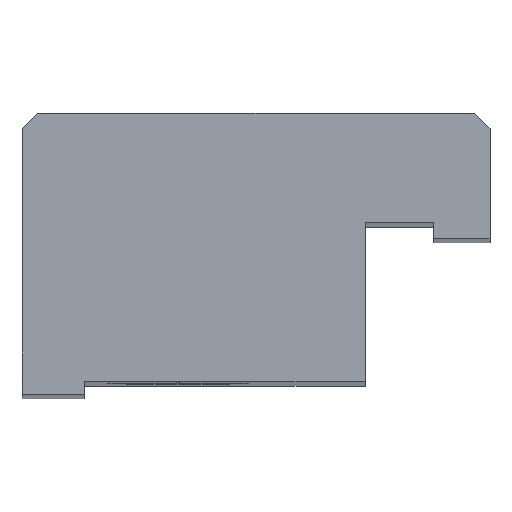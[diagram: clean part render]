
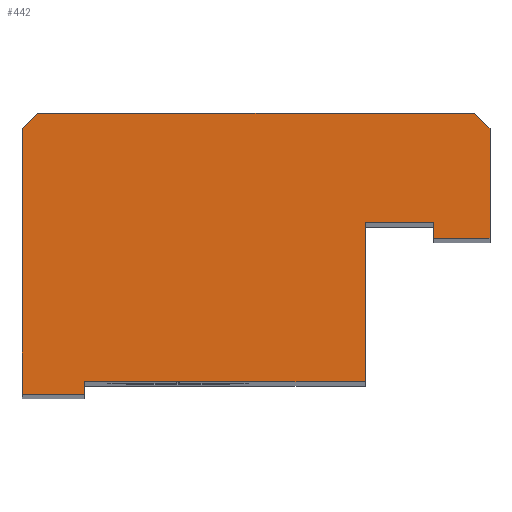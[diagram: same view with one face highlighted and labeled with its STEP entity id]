
A CAD part, top view. The second image highlights one B-rep face of the part: STEP entity #442.
In plain terms, the highlighted planar face has unit normal (0, 0, 1).
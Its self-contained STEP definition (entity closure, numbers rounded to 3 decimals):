
#84=FACE_OUTER_BOUND('',#130,.T.);
#130=EDGE_LOOP('',(#387,#388,#389,#390,#391,#392,#393,#394,#395,#396,#397,
#398));
#131=LINE('',#613,#167);
#137=LINE('',#624,#173);
#148=LINE('',#691,#184);
#150=LINE('',#695,#186);
#152=LINE('',#699,#188);
#154=LINE('',#703,#190);
#156=LINE('',#707,#192);
#158=LINE('',#711,#194);
#160=LINE('',#715,#196);
#162=LINE('',#719,#198);
#164=LINE('',#723,#200);
#166=LINE('',#726,#202);
#167=VECTOR('',#491,0.707);
#173=VECTOR('',#499,14.);
#184=VECTOR('',#570,0.707);
#186=VECTOR('',#574,3.5);
#188=VECTOR('',#578,1.8);
#190=VECTOR('',#582,0.5);
#192=VECTOR('',#586,2.2);
#194=VECTOR('',#590,5.1);
#196=VECTOR('',#594,9.);
#198=VECTOR('',#598,0.4);
#200=VECTOR('',#602,2.);
#202=VECTOR('',#606,8.5);
#203=VERTEX_POINT('',#611);
#204=VERTEX_POINT('',#612);
#208=VERTEX_POINT('',#622);
#234=VERTEX_POINT('',#690);
#235=VERTEX_POINT('',#694);
#236=VERTEX_POINT('',#698);
#237=VERTEX_POINT('',#702);
#238=VERTEX_POINT('',#706);
#239=VERTEX_POINT('',#710);
#240=VERTEX_POINT('',#714);
#241=VERTEX_POINT('',#718);
#242=VERTEX_POINT('',#722);
#243=EDGE_CURVE('',#203,#204,#131,.T.);
#249=EDGE_CURVE('',#208,#203,#137,.T.);
#276=EDGE_CURVE('',#234,#208,#148,.T.);
#278=EDGE_CURVE('',#204,#235,#150,.T.);
#280=EDGE_CURVE('',#235,#236,#152,.T.);
#282=EDGE_CURVE('',#236,#237,#154,.T.);
#284=EDGE_CURVE('',#237,#238,#156,.T.);
#286=EDGE_CURVE('',#238,#239,#158,.T.);
#288=EDGE_CURVE('',#239,#240,#160,.T.);
#290=EDGE_CURVE('',#240,#241,#162,.T.);
#292=EDGE_CURVE('',#241,#242,#164,.T.);
#294=EDGE_CURVE('',#242,#234,#166,.T.);
#387=ORIENTED_EDGE('',*,*,#243,.F.);
#388=ORIENTED_EDGE('',*,*,#249,.F.);
#389=ORIENTED_EDGE('',*,*,#276,.F.);
#390=ORIENTED_EDGE('',*,*,#294,.F.);
#391=ORIENTED_EDGE('',*,*,#292,.F.);
#392=ORIENTED_EDGE('',*,*,#290,.F.);
#393=ORIENTED_EDGE('',*,*,#288,.F.);
#394=ORIENTED_EDGE('',*,*,#286,.F.);
#395=ORIENTED_EDGE('',*,*,#284,.F.);
#396=ORIENTED_EDGE('',*,*,#282,.F.);
#397=ORIENTED_EDGE('',*,*,#280,.F.);
#398=ORIENTED_EDGE('',*,*,#278,.F.);
#416=PLANE('',#486);
#442=ADVANCED_FACE('',(#84),#416,.T.);
#486=AXIS2_PLACEMENT_3D('',#727,#607,#608);
#491=DIRECTION('',(0.707,-0.707,0.));
#499=DIRECTION('',(1.,0.,0.));
#570=DIRECTION('',(0.707,0.707,0.));
#574=DIRECTION('',(0.,-1.,0.));
#578=DIRECTION('',(-1.,0.,0.));
#582=DIRECTION('',(0.,1.,0.));
#586=DIRECTION('',(-1.,0.,0.));
#590=DIRECTION('',(0.,-1.,0.));
#594=DIRECTION('',(-1.,0.,0.));
#598=DIRECTION('',(0.,-1.,0.));
#602=DIRECTION('',(-1.,0.,0.));
#606=DIRECTION('',(0.,1.,0.));
#607=DIRECTION('center_axis',(0.,0.,1.));
#608=DIRECTION('ref_axis',(1.,0.,0.));
#611=CARTESIAN_POINT('',(-100.484,51.641,87.));
#612=CARTESIAN_POINT('',(-99.984,51.141,87.));
#613=CARTESIAN_POINT('',(-101.211,52.368,87.));
#622=CARTESIAN_POINT('',(-114.484,51.641,87.));
#624=CARTESIAN_POINT('',(-99.984,51.641,87.));
#690=CARTESIAN_POINT('',(-114.984,51.141,87.));
#691=CARTESIAN_POINT('',(-113.951,52.174,87.));
#694=CARTESIAN_POINT('',(-99.984,47.641,87.));
#695=CARTESIAN_POINT('',(-99.984,47.641,87.));
#698=CARTESIAN_POINT('',(-101.784,47.641,87.));
#699=CARTESIAN_POINT('',(-101.784,47.641,87.));
#702=CARTESIAN_POINT('',(-101.784,48.141,87.));
#703=CARTESIAN_POINT('',(-101.784,48.141,87.));
#706=CARTESIAN_POINT('',(-103.984,48.141,87.));
#707=CARTESIAN_POINT('',(-103.984,48.141,87.));
#710=CARTESIAN_POINT('',(-103.984,43.041,87.));
#711=CARTESIAN_POINT('',(-103.984,43.041,87.));
#714=CARTESIAN_POINT('',(-112.984,43.041,87.));
#715=CARTESIAN_POINT('',(-112.984,43.041,87.));
#718=CARTESIAN_POINT('',(-112.984,42.641,87.));
#719=CARTESIAN_POINT('',(-112.984,42.641,87.));
#722=CARTESIAN_POINT('',(-114.984,42.641,87.));
#723=CARTESIAN_POINT('',(-114.984,42.641,87.));
#726=CARTESIAN_POINT('',(-114.984,51.641,87.));
#727=CARTESIAN_POINT('Origin',(-107.872,47.66,87.));
